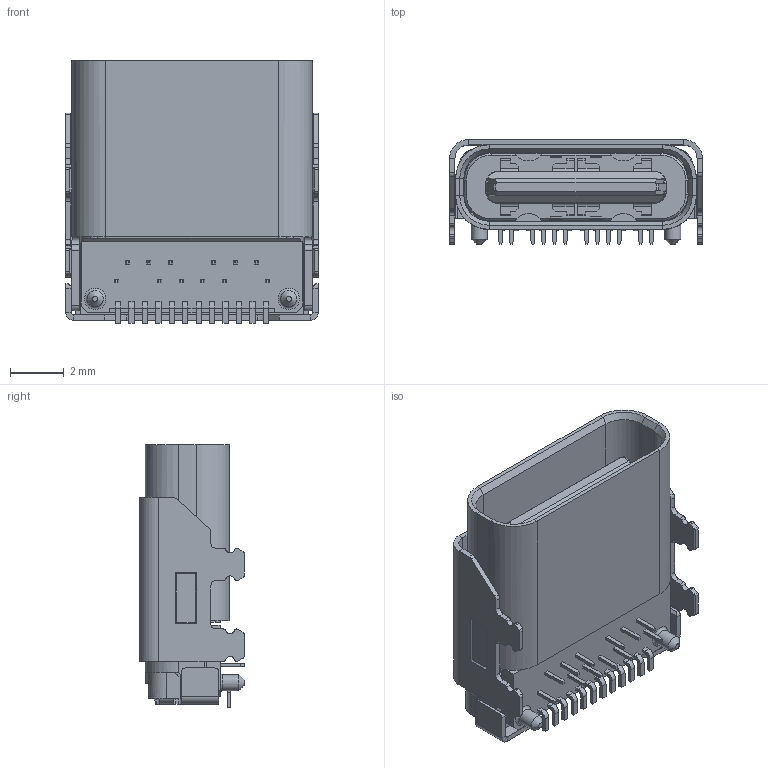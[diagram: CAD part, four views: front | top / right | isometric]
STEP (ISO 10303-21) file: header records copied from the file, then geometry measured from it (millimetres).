
FILE_DESCRIPTION(/* description */ (''),/* implementation_level */ '2;1');
FILE_NAME(/* name */ 'K3D-DX07S024XJ1-V1_JAE_Proprietary.step',/* time_stamp */ '2019-03-24T00:53:42+01:00',/* author */ (''),/* organization */ (''),/* preprocessor_version */ 'ST-DEVELOPER v17.2',/* originating_system */ 'Autodesk Translation Framework v7.6.0.251',/* authorisation */ '');
FILE_SCHEMA (('AUTOMOTIVE_DESIGN { 1 0 10303 214 3 1 1 }'));
Length unit declared in the file: millimetre
Products named in the file (1): (Unsaved)
Bounding box: 9.4 x 3.89 x 9.76 mm (x, y, z)
Volume: 172.5 mm3; surface area: 641.5 mm2
Topology: 1 solids, 1 shells, 955 faces, 2637 edges, 1680 vertices
Faces by surface type: plane 640, cylinder 271, torus 14, cone 12, sphere 12, bspline 6
Full cylindrical faces by diameter (mm): 0.6 x2
Entity records: 30660 total; most frequent: CARTESIAN_POINT 5875, ORIENTED_EDGE 5250, DIRECTION 5109, EDGE_CURVE 2625, LINE 1969, VECTOR 1969, VERTEX_POINT 1680, AXIS2_PLACEMENT_3D 1570
